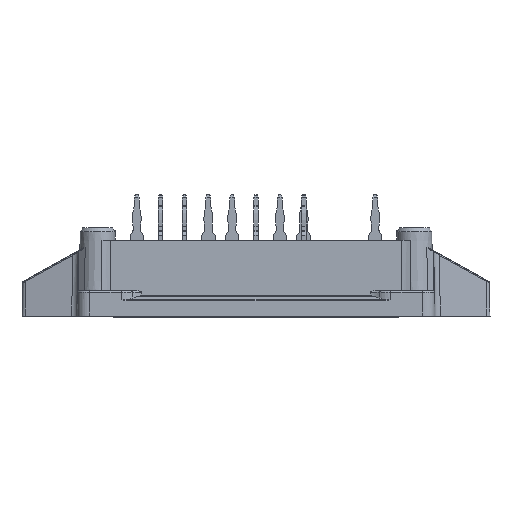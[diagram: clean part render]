
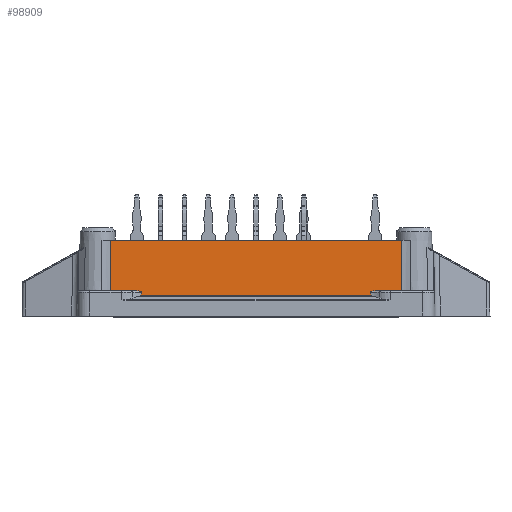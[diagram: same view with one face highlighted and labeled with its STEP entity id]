
A CAD part, front view. The second image highlights one B-rep face of the part: STEP entity #98909.
In plain terms, the highlighted planar face has unit normal (0, -1, 0.018).
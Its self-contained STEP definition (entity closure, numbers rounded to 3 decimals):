
#5158=B_SPLINE_CURVE_WITH_KNOTS('',3,(#137029,#137030,#137031,#137032),
 .UNSPECIFIED.,.F.,.F.,(4,4),(0.001,0.001),
 .UNSPECIFIED.);
#5159=B_SPLINE_CURVE_WITH_KNOTS('',3,(#137037,#137038,#137039,#137040),
 .UNSPECIFIED.,.F.,.F.,(4,4),(0.,0.001),
 .UNSPECIFIED.);
#5160=B_SPLINE_CURVE_WITH_KNOTS('',3,(#137042,#137043,#137044,#137045,#137046,
#137047,#137048,#137049),.UNSPECIFIED.,.F.,.F.,(4,1,1,1,1,4),(0.,
0.,0.,0.,0.001,
0.001),.UNSPECIFIED.);
#5161=B_SPLINE_CURVE_WITH_KNOTS('',3,(#137053,#137054,#137055,#137056),
 .UNSPECIFIED.,.F.,.F.,(4,4),(0.,0.007),.UNSPECIFIED.);
#5162=B_SPLINE_CURVE_WITH_KNOTS('',3,(#137057,#137058,#137059,#137060),
 .UNSPECIFIED.,.F.,.F.,(4,4),(0.,0.007),
 .UNSPECIFIED.);
#5163=B_SPLINE_CURVE_WITH_KNOTS('',3,(#137064,#137065,#137066,#137067,#137068,
#137069,#137070),.UNSPECIFIED.,.F.,.F.,(4,1,1,1,4),(0.,0.,
0.001,0.001,0.001),
 .UNSPECIFIED.);
#7790=ORIENTED_EDGE('',*,*,#28749,.F.);
#7791=ORIENTED_EDGE('',*,*,#28750,.T.);
#7792=ORIENTED_EDGE('',*,*,#28751,.F.);
#7793=ORIENTED_EDGE('',*,*,#28752,.T.);
#7794=ORIENTED_EDGE('',*,*,#28753,.T.);
#7795=ORIENTED_EDGE('',*,*,#28754,.T.);
#7796=ORIENTED_EDGE('',*,*,#27154,.F.);
#7797=ORIENTED_EDGE('',*,*,#28755,.T.);
#7798=ORIENTED_EDGE('',*,*,#28756,.F.);
#7799=ORIENTED_EDGE('',*,*,#28757,.T.);
#27154=EDGE_CURVE('',#37694,#37695,#44030,.T.);
#28749=EDGE_CURVE('',#39192,#39193,#5158,.T.);
#28750=EDGE_CURVE('',#39192,#39194,#44778,.T.);
#28751=EDGE_CURVE('',#39195,#39194,#5159,.T.);
#28752=EDGE_CURVE('',#39195,#39196,#5160,.T.);
#28753=EDGE_CURVE('',#39196,#39197,#44779,.T.);
#28754=EDGE_CURVE('',#39197,#37695,#5161,.T.);
#28755=EDGE_CURVE('',#37694,#39198,#5162,.T.);
#28756=EDGE_CURVE('',#39199,#39198,#44780,.T.);
#28757=EDGE_CURVE('',#39199,#39193,#5163,.T.);
#37694=VERTEX_POINT('',#133229);
#37695=VERTEX_POINT('',#133231);
#39192=VERTEX_POINT('',#137033);
#39193=VERTEX_POINT('',#137034);
#39194=VERTEX_POINT('',#137036);
#39195=VERTEX_POINT('',#137041);
#39196=VERTEX_POINT('',#137050);
#39197=VERTEX_POINT('',#137052);
#39198=VERTEX_POINT('',#137061);
#39199=VERTEX_POINT('',#137063);
#44030=LINE('',#133230,#51022);
#44778=LINE('',#137035,#51770);
#44779=LINE('',#137051,#51771);
#44780=LINE('',#137062,#51772);
#51022=VECTOR('',#111097,1000.);
#51770=VECTOR('',#113501,1000.);
#51771=VECTOR('',#113502,1000.);
#51772=VECTOR('',#113503,1000.);
#58099=EDGE_LOOP('',(#7790,#7791,#7792,#7793,#7794,#7795,#7796,#7797,#7798,
#7799));
#62605=FACE_BOUND('',#58099,.T.);
#66890=PLANE('',#104090);
#98909=ADVANCED_FACE('',(#62605),#66890,.T.);
#104090=AXIS2_PLACEMENT_3D('',#137028,#113499,#113500);
#111097=DIRECTION('',(1.,0.,0.));
#113499=DIRECTION('',(0.,-1.,0.017));
#113500=DIRECTION('',(0.,-0.017,-1.));
#113501=DIRECTION('',(1.,0.,0.));
#113502=DIRECTION('',(1.,0.,0.));
#113503=DIRECTION('',(-1.,0.,0.));
#133229=CARTESIAN_POINT('',(-19.525,-27.653,10.2));
#133230=CARTESIAN_POINT('',(-26.5,-27.653,10.2));
#133231=CARTESIAN_POINT('',(19.525,-27.653,10.2));
#137028=CARTESIAN_POINT('',(-26.5,-27.78,2.9));
#137029=CARTESIAN_POINT('',(-15.378,-27.781,2.822));
#137030=CARTESIAN_POINT('',(-15.379,-27.779,2.949));
#137031=CARTESIAN_POINT('',(-15.379,-27.777,3.076));
#137032=CARTESIAN_POINT('',(-15.379,-27.775,3.203));
#137033=CARTESIAN_POINT('',(-15.378,-27.781,2.822));
#137034=CARTESIAN_POINT('',(-15.379,-27.775,3.203));
#137035=CARTESIAN_POINT('',(-26.5,-27.781,2.822));
#137036=CARTESIAN_POINT('',(15.378,-27.781,2.822));
#137037=CARTESIAN_POINT('',(15.379,-27.775,3.203));
#137038=CARTESIAN_POINT('',(15.379,-27.777,3.076));
#137039=CARTESIAN_POINT('',(15.379,-27.779,2.949));
#137040=CARTESIAN_POINT('',(15.378,-27.781,2.822));
#137041=CARTESIAN_POINT('',(15.379,-27.775,3.203));
#137042=CARTESIAN_POINT('',(15.379,-27.775,3.203));
#137043=CARTESIAN_POINT('',(15.379,-27.774,3.235));
#137044=CARTESIAN_POINT('',(15.441,-27.773,3.274));
#137045=CARTESIAN_POINT('',(15.55,-27.773,3.32));
#137046=CARTESIAN_POINT('',(15.702,-27.772,3.361));
#137047=CARTESIAN_POINT('',(15.882,-27.771,3.392));
#137048=CARTESIAN_POINT('',(16.005,-27.771,3.4));
#137049=CARTESIAN_POINT('',(16.067,-27.771,3.4));
#137050=CARTESIAN_POINT('',(16.067,-27.771,3.4));
#137051=CARTESIAN_POINT('',(-26.5,-27.771,3.4));
#137052=CARTESIAN_POINT('',(19.511,-27.771,3.4));
#137053=CARTESIAN_POINT('',(19.511,-27.771,3.4));
#137054=CARTESIAN_POINT('',(19.516,-27.732,5.667));
#137055=CARTESIAN_POINT('',(19.521,-27.692,7.933));
#137056=CARTESIAN_POINT('',(19.525,-27.653,10.2));
#137057=CARTESIAN_POINT('',(-19.525,-27.653,10.2));
#137058=CARTESIAN_POINT('',(-19.521,-27.692,7.933));
#137059=CARTESIAN_POINT('',(-19.516,-27.732,5.667));
#137060=CARTESIAN_POINT('',(-19.511,-27.771,3.4));
#137061=CARTESIAN_POINT('',(-19.511,-27.771,3.4));
#137062=CARTESIAN_POINT('',(-26.5,-27.771,3.4));
#137063=CARTESIAN_POINT('',(-16.067,-27.771,3.4));
#137064=CARTESIAN_POINT('',(-16.067,-27.771,3.4));
#137065=CARTESIAN_POINT('',(-15.944,-27.771,3.4));
#137066=CARTESIAN_POINT('',(-15.762,-27.772,3.377));
#137067=CARTESIAN_POINT('',(-15.549,-27.773,3.32));
#137068=CARTESIAN_POINT('',(-15.44,-27.773,3.273));
#137069=CARTESIAN_POINT('',(-15.379,-27.774,3.235));
#137070=CARTESIAN_POINT('',(-15.379,-27.775,3.203));
